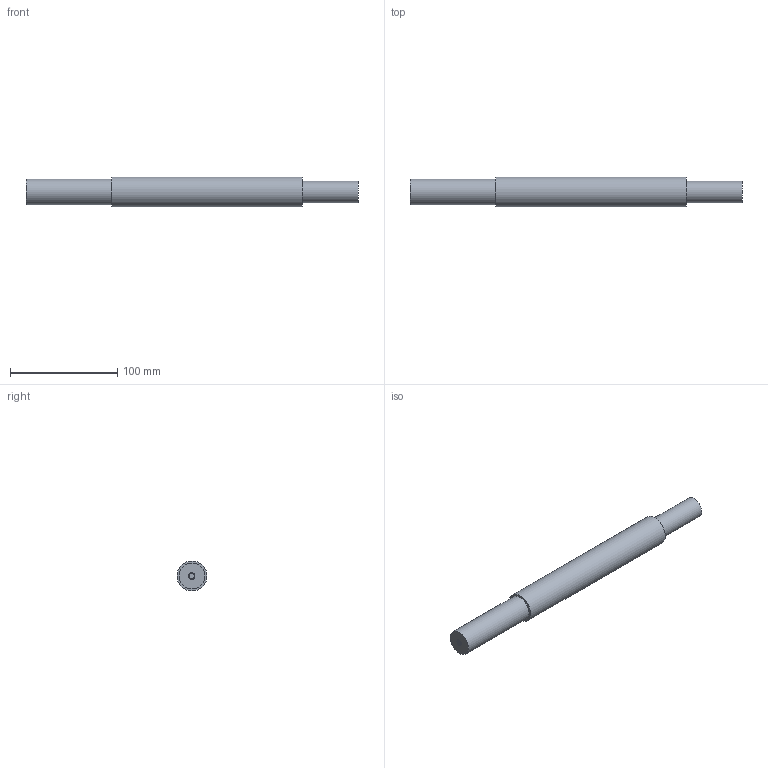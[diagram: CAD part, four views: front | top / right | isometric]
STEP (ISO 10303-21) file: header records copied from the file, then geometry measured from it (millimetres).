
FILE_DESCRIPTION(/* description */ ('','CAx-IF Rec.Pracs.---Representation and Presentation of Product Manufacturing Information (PMI)---4.0---2014-10-13'),/* implementation_level */ '2;1');
FILE_NAME(/* name */ 'Arbre seul v1 v1.step',/* time_stamp */ '2025-01-18T22:45:46+01:00',/* author */ (''),/* organization */ (''),/* preprocessor_version */ 'ST-DEVELOPER v20',/* originating_system */ 'Autodesk Translation Framework v13.20.0.188',/* authorisation */ '');
FILE_SCHEMA (('AP242_MANAGED_MODEL_BASED_3D_ENGINEERING_MIM_LF { 1 0 10303 442 1 1 4 }'));
Length unit declared in the file: millimetre
Products named in the file (1): Arbre seul v1
Bounding box: 310 x 28 x 28 mm (x, y, z)
Volume: 161646.6 mm3; surface area: 26762.3 mm2
Topology: 1 solids, 1 shells, 53 faces, 145 edges, 96 vertices
Faces by surface type: cylinder 45, plane 5, bspline 2, cone 1
Full cylindrical faces by diameter (mm): 5.035 x10, 6.147 x5, 20 x1, 24 x1, 28 x1
Entity records: 4165 total; most frequent: CARTESIAN_POINT 2958, ORIENTED_EDGE 288, DIRECTION 172, EDGE_CURVE 144, VERTEX_POINT 96, B_SPLINE_CURVE_WITH_KNOTS 88, AXIS2_PLACEMENT_3D 64, EDGE_LOOP 56
